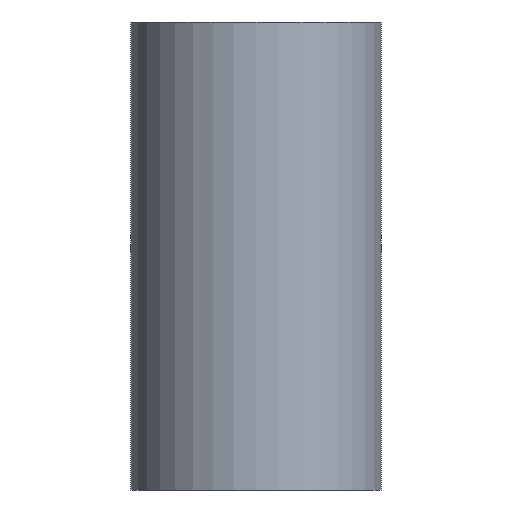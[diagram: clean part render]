
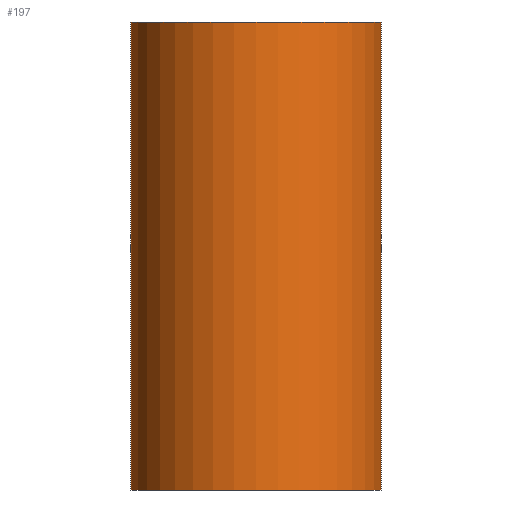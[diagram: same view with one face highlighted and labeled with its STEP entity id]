
A CAD part, front view. The second image highlights one B-rep face of the part: STEP entity #197.
In plain terms, the highlighted cylindrical face has radius 44.5 mm (diameter 89 mm), a full revolution.
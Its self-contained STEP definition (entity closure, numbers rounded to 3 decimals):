
#16=B_SPLINE_CURVE_WITH_KNOTS('',3,(#409,#410,#411,#412,#413,#414,#415,
#416,#417,#418,#419,#420,#421,#422,#423,#424,#425,#426,#427,#428,#429,#430,
#431,#432,#433,#434,#435,#436,#437,#438,#439,#440,#441,#442,#443,#444,#445,
#446,#447,#448,#449,#450,#451,#452,#453,#454,#455,#456,#457,#458,#459,#460,
#461,#462,#463,#464,#465,#466,#467,#468,#469,#470,#471,#472,#473,#474),
 .UNSPECIFIED.,.T.,.F.,(4,2,2,2,2,2,2,2,2,2,2,2,2,2,2,2,2,2,2,2,2,2,2,2,
2,2,2,2,2,2,2,2,4),(0.,0.495,0.99,1.485,
1.98,2.473,2.966,3.458,3.951,
4.443,4.936,5.428,5.921,6.416,
6.911,7.406,7.901,8.397,8.892,
9.387,9.882,10.375,10.867,11.36,
11.852,12.345,12.837,13.33,13.822,
14.318,14.813,15.308,15.803),
 .UNSPECIFIED.);
#29=CYLINDRICAL_SURFACE('',#230,44.5);
#44=FACE_BOUND('',#92,.T.);
#45=FACE_BOUND('',#93,.T.);
#61=FACE_OUTER_BOUND('',#91,.T.);
#91=EDGE_LOOP('',(#174));
#92=EDGE_LOOP('',(#175));
#93=EDGE_LOOP('',(#176));
#101=CIRCLE('',#208,44.5);
#105=CIRCLE('',#215,44.5);
#116=VERTEX_POINT('',#307);
#120=VERTEX_POINT('',#318);
#129=VERTEX_POINT('',#408);
#133=EDGE_CURVE('',#116,#116,#101,.T.);
#137=EDGE_CURVE('',#120,#120,#105,.T.);
#146=EDGE_CURVE('',#129,#129,#16,.T.);
#174=ORIENTED_EDGE('',*,*,#133,.F.);
#175=ORIENTED_EDGE('',*,*,#137,.F.);
#176=ORIENTED_EDGE('',*,*,#146,.T.);
#197=ADVANCED_FACE('',(#61,#44,#45),#29,.T.);
#208=AXIS2_PLACEMENT_3D('',#308,#247,#248);
#215=AXIS2_PLACEMENT_3D('',#319,#261,#262);
#230=AXIS2_PLACEMENT_3D('',#475,#291,#292);
#247=DIRECTION('center_axis',(0.,0.,1.));
#248=DIRECTION('ref_axis',(-1.,0.,0.));
#261=DIRECTION('center_axis',(0.,0.,-1.));
#262=DIRECTION('ref_axis',(-1.,0.,0.));
#291=DIRECTION('center_axis',(0.,0.,1.));
#292=DIRECTION('ref_axis',(-1.,0.,0.));
#307=CARTESIAN_POINT('',(44.5,0.,83.));
#308=CARTESIAN_POINT('Origin',(0.,0.,83.));
#318=CARTESIAN_POINT('',(44.5,0.,-83.));
#319=CARTESIAN_POINT('Origin',(0.,0.,-83.));
#408=CARTESIAN_POINT('',(25.5,36.469,0.));
#409=CARTESIAN_POINT('Ctrl Pts',(25.5,36.469,0.));
#410=CARTESIAN_POINT('Ctrl Pts',(25.5,36.469,1.65));
#411=CARTESIAN_POINT('Ctrl Pts',(25.337,36.585,3.339));
#412=CARTESIAN_POINT('Ctrl Pts',(24.672,37.037,6.667));
#413=CARTESIAN_POINT('Ctrl Pts',(24.169,37.373,8.306));
#414=CARTESIAN_POINT('Ctrl Pts',(22.858,38.188,11.429));
#415=CARTESIAN_POINT('Ctrl Pts',(22.049,38.668,12.916));
#416=CARTESIAN_POINT('Ctrl Pts',(20.193,39.669,15.661));
#417=CARTESIAN_POINT('Ctrl Pts',(19.145,40.19,16.918));
#418=CARTESIAN_POINT('Ctrl Pts',(16.923,41.174,19.139));
#419=CARTESIAN_POINT('Ctrl Pts',(15.669,41.675,20.186));
#420=CARTESIAN_POINT('Ctrl Pts',(12.924,42.607,22.045));
#421=CARTESIAN_POINT('Ctrl Pts',(11.433,43.036,22.856));
#422=CARTESIAN_POINT('Ctrl Pts',(8.301,43.748,24.171));
#423=CARTESIAN_POINT('Ctrl Pts',(6.658,44.031,24.674));
#424=CARTESIAN_POINT('Ctrl Pts',(3.328,44.407,25.339));
#425=CARTESIAN_POINT('Ctrl Pts',(1.642,44.5,25.5));
#426=CARTESIAN_POINT('Ctrl Pts',(-1.642,44.5,25.5));
#427=CARTESIAN_POINT('Ctrl Pts',(-3.328,44.407,25.339));
#428=CARTESIAN_POINT('Ctrl Pts',(-6.658,44.031,24.674));
#429=CARTESIAN_POINT('Ctrl Pts',(-8.301,43.748,24.171));
#430=CARTESIAN_POINT('Ctrl Pts',(-11.433,43.036,22.856));
#431=CARTESIAN_POINT('Ctrl Pts',(-12.924,42.607,22.045));
#432=CARTESIAN_POINT('Ctrl Pts',(-15.669,41.675,20.186));
#433=CARTESIAN_POINT('Ctrl Pts',(-16.923,41.174,19.139));
#434=CARTESIAN_POINT('Ctrl Pts',(-19.145,40.19,16.918));
#435=CARTESIAN_POINT('Ctrl Pts',(-20.193,39.669,15.661));
#436=CARTESIAN_POINT('Ctrl Pts',(-22.049,38.668,12.916));
#437=CARTESIAN_POINT('Ctrl Pts',(-22.858,38.188,11.429));
#438=CARTESIAN_POINT('Ctrl Pts',(-24.169,37.373,8.306));
#439=CARTESIAN_POINT('Ctrl Pts',(-24.672,37.037,6.667));
#440=CARTESIAN_POINT('Ctrl Pts',(-25.337,36.585,3.339));
#441=CARTESIAN_POINT('Ctrl Pts',(-25.5,36.469,1.65));
#442=CARTESIAN_POINT('Ctrl Pts',(-25.5,36.469,-1.65));
#443=CARTESIAN_POINT('Ctrl Pts',(-25.337,36.585,-3.339));
#444=CARTESIAN_POINT('Ctrl Pts',(-24.672,37.037,-6.667));
#445=CARTESIAN_POINT('Ctrl Pts',(-24.169,37.373,-8.306));
#446=CARTESIAN_POINT('Ctrl Pts',(-22.858,38.188,-11.429));
#447=CARTESIAN_POINT('Ctrl Pts',(-22.049,38.668,-12.916));
#448=CARTESIAN_POINT('Ctrl Pts',(-20.193,39.669,-15.661));
#449=CARTESIAN_POINT('Ctrl Pts',(-19.145,40.19,-16.918));
#450=CARTESIAN_POINT('Ctrl Pts',(-16.923,41.174,-19.139));
#451=CARTESIAN_POINT('Ctrl Pts',(-15.669,41.675,-20.186));
#452=CARTESIAN_POINT('Ctrl Pts',(-12.924,42.607,-22.045));
#453=CARTESIAN_POINT('Ctrl Pts',(-11.433,43.036,-22.856));
#454=CARTESIAN_POINT('Ctrl Pts',(-8.301,43.748,-24.171));
#455=CARTESIAN_POINT('Ctrl Pts',(-6.658,44.031,-24.674));
#456=CARTESIAN_POINT('Ctrl Pts',(-3.328,44.407,-25.339));
#457=CARTESIAN_POINT('Ctrl Pts',(-1.642,44.5,-25.5));
#458=CARTESIAN_POINT('Ctrl Pts',(1.642,44.5,-25.5));
#459=CARTESIAN_POINT('Ctrl Pts',(3.328,44.407,-25.339));
#460=CARTESIAN_POINT('Ctrl Pts',(6.658,44.031,-24.674));
#461=CARTESIAN_POINT('Ctrl Pts',(8.301,43.748,-24.171));
#462=CARTESIAN_POINT('Ctrl Pts',(11.433,43.036,-22.856));
#463=CARTESIAN_POINT('Ctrl Pts',(12.924,42.607,-22.045));
#464=CARTESIAN_POINT('Ctrl Pts',(15.669,41.675,-20.186));
#465=CARTESIAN_POINT('Ctrl Pts',(16.923,41.174,-19.139));
#466=CARTESIAN_POINT('Ctrl Pts',(19.145,40.19,-16.918));
#467=CARTESIAN_POINT('Ctrl Pts',(20.193,39.669,-15.661));
#468=CARTESIAN_POINT('Ctrl Pts',(22.049,38.668,-12.916));
#469=CARTESIAN_POINT('Ctrl Pts',(22.858,38.188,-11.429));
#470=CARTESIAN_POINT('Ctrl Pts',(24.169,37.373,-8.306));
#471=CARTESIAN_POINT('Ctrl Pts',(24.672,37.037,-6.667));
#472=CARTESIAN_POINT('Ctrl Pts',(25.337,36.585,-3.339));
#473=CARTESIAN_POINT('Ctrl Pts',(25.5,36.469,-1.65));
#474=CARTESIAN_POINT('Ctrl Pts',(25.5,36.469,0.));
#475=CARTESIAN_POINT('Origin',(0.,0.,0.));
